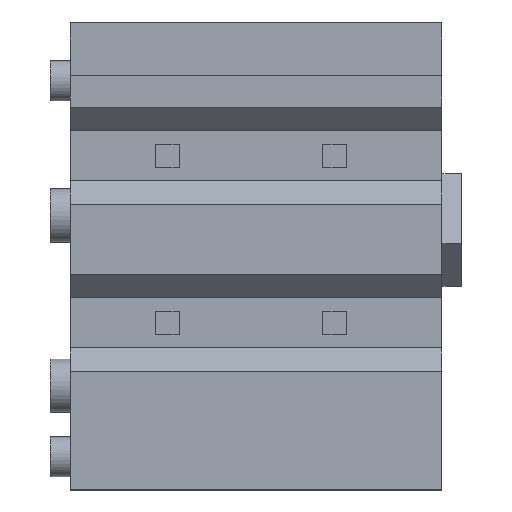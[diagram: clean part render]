
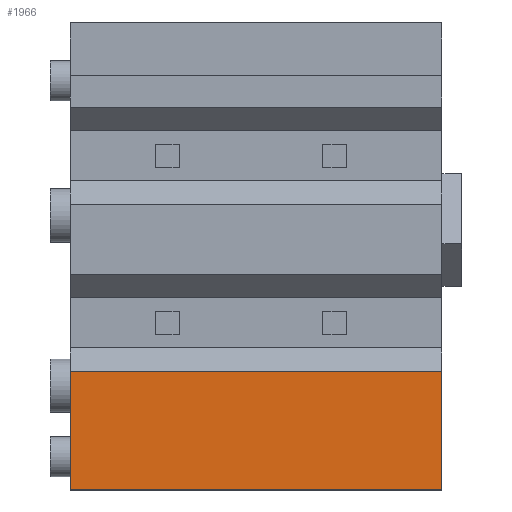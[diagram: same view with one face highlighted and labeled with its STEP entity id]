
A CAD part, front view. The second image highlights one B-rep face of the part: STEP entity #1966.
In plain terms, the highlighted planar face has unit normal (0, -1, 0).
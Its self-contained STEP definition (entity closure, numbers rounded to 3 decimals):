
#23 = FACE_OUTER_BOUND ( 'NONE', #2577, .T. ) ;
#54 = DIRECTION ( 'NONE',  ( -1., 0., 0. ) ) ;
#142 = EDGE_CURVE ( 'NONE', #755, #3303, #1618, .T. ) ;
#183 = CARTESIAN_POINT ( 'NONE',  ( 5.55, 13.597, -39.158 ) ) ;
#277 = VECTOR ( 'NONE', #1574, 1000. ) ;
#345 = LINE ( 'NONE', #2801, #4059 ) ;
#417 = EDGE_CURVE ( 'NONE', #1438, #1830, #3116, .T. ) ;
#755 = VERTEX_POINT ( 'NONE', #183 ) ;
#799 = VECTOR ( 'NONE', #2715, 1000. ) ;
#1201 = CARTESIAN_POINT ( 'NONE',  ( 6.15, 13.597, -35.608 ) ) ;
#1437 = CARTESIAN_POINT ( 'NONE',  ( 5.55, 13.597, -35.608 ) ) ;
#1438 = VERTEX_POINT ( 'NONE', #1860 ) ;
#1568 = PLANE ( 'NONE',  #2266 ) ;
#1574 = DIRECTION ( 'NONE',  ( -1., 0., 0. ) ) ;
#1618 = LINE ( 'NONE', #2897, #3515 ) ;
#1830 = VERTEX_POINT ( 'NONE', #2747 ) ;
#1860 = CARTESIAN_POINT ( 'NONE',  ( 5.55, 13.597, -35.608 ) ) ;
#1895 = ORIENTED_EDGE ( 'NONE', *, *, #142, .F. ) ;
#1927 = ORIENTED_EDGE ( 'NONE', *, *, #417, .T. ) ;
#1938 = ORIENTED_EDGE ( 'NONE', *, *, #2172, .F. ) ;
#1966 = ADVANCED_FACE ( 'NONE', ( #23 ), #1568, .F. ) ;
#1987 = EDGE_CURVE ( 'NONE', #3303, #1830, #345, .T. ) ;
#2172 = EDGE_CURVE ( 'NONE', #1438, #755, #2693, .T. ) ;
#2266 = AXIS2_PLACEMENT_3D ( 'NONE', #3813, #4040, #2865 ) ;
#2390 = ORIENTED_EDGE ( 'NONE', *, *, #1987, .F. ) ;
#2577 = EDGE_LOOP ( 'NONE', ( #1895, #1938, #1927, #2390 ) ) ;
#2693 = LINE ( 'NONE', #1437, #799 ) ;
#2715 = DIRECTION ( 'NONE',  ( 0., 0., -1. ) ) ;
#2747 = CARTESIAN_POINT ( 'NONE',  ( -5.55, 13.597, -35.608 ) ) ;
#2801 = CARTESIAN_POINT ( 'NONE',  ( -5.55, 13.597, 0. ) ) ;
#2843 = CARTESIAN_POINT ( 'NONE',  ( -5.55, 13.597, -39.158 ) ) ;
#2865 = DIRECTION ( 'NONE',  ( 0., 0., 1. ) ) ;
#2897 = CARTESIAN_POINT ( 'NONE',  ( 6.15, 13.597, -39.158 ) ) ;
#3116 = LINE ( 'NONE', #1201, #277 ) ;
#3303 = VERTEX_POINT ( 'NONE', #2843 ) ;
#3515 = VECTOR ( 'NONE', #54, 1000. ) ;
#3813 = CARTESIAN_POINT ( 'NONE',  ( 6.15, 13.597, -35.608 ) ) ;
#4040 = DIRECTION ( 'NONE',  ( 0., 1., 0. ) ) ;
#4059 = VECTOR ( 'NONE', #4066, 1000. ) ;
#4066 = DIRECTION ( 'NONE',  ( 0., 0., 1. ) ) ;
